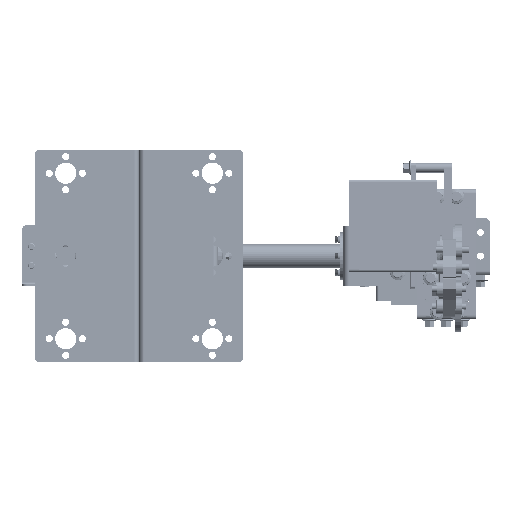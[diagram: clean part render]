
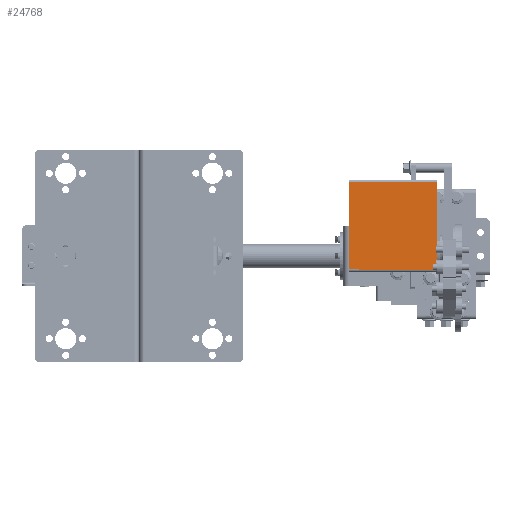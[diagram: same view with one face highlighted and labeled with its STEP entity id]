
A CAD part, front view. The second image highlights one B-rep face of the part: STEP entity #24768.
In plain terms, the highlighted face is planar.
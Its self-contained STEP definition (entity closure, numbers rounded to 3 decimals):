
#635 = ORIENTED_EDGE ( 'NONE', *, *, #19977, .F. ) ;
#1148 = LINE ( 'NONE', #11530, #26350 ) ;
#1563 = CARTESIAN_POINT ( 'NONE',  ( 9.25, 37., -18.5 ) ) ;
#2905 = LINE ( 'NONE', #23451, #9957 ) ;
#3100 = VERTEX_POINT ( 'NONE', #27589 ) ;
#3626 = PLANE ( 'NONE',  #22395 ) ;
#3890 = ORIENTED_EDGE ( 'NONE', *, *, #13408, .F. ) ;
#3906 = CARTESIAN_POINT ( 'NONE',  ( 9.25, 37., -18.5 ) ) ;
#3919 = CARTESIAN_POINT ( 'NONE',  ( 9.25, 0., -18.5 ) ) ;
#6565 = EDGE_LOOP ( 'NONE', ( #30908, #3890, #635, #33040, #30489 ) ) ;
#6889 = EDGE_CURVE ( 'NONE', #27613, #11911, #25309, .T. ) ;
#8075 = CARTESIAN_POINT ( 'NONE',  ( 9.25, 0., 18.5 ) ) ;
#9874 = CARTESIAN_POINT ( 'NONE',  ( 9.25, 0., -18.5 ) ) ;
#9957 = VECTOR ( 'NONE', #18513, 1000. ) ;
#11530 = CARTESIAN_POINT ( 'NONE',  ( 9.25, 37., -18.5 ) ) ;
#11911 = VERTEX_POINT ( 'NONE', #3919 ) ;
#11913 = DIRECTION ( 'NONE',  ( 0., 0., -1. ) ) ;
#13408 = EDGE_CURVE ( 'NONE', #30466, #11911, #1148, .T. ) ;
#15507 = DIRECTION ( 'NONE',  ( 0., 0., 1. ) ) ;
#16033 = EDGE_CURVE ( 'NONE', #3100, #27613, #2905, .T. ) ;
#16924 = LINE ( 'NONE', #24721, #23157 ) ;
#17852 = DIRECTION ( 'NONE',  ( 0., 0., -1. ) ) ;
#18513 = DIRECTION ( 'NONE',  ( 0., -1., 0. ) ) ;
#18648 = VERTEX_POINT ( 'NONE', #31020 ) ;
#19244 = FACE_OUTER_BOUND ( 'NONE', #6565, .T. ) ;
#19977 = EDGE_CURVE ( 'NONE', #18648, #30466, #16924, .T. ) ;
#20481 = VECTOR ( 'NONE', #17852, 1000. ) ;
#21874 = DIRECTION ( 'NONE',  ( 0., -1., 0. ) ) ;
#22395 = AXIS2_PLACEMENT_3D ( 'NONE', #25487, #25161, #15507 ) ;
#22585 = LINE ( 'NONE', #3906, #29554 ) ;
#23157 = VECTOR ( 'NONE', #27282, 1000. ) ;
#23451 = CARTESIAN_POINT ( 'NONE',  ( 9.25, 37., 18.5 ) ) ;
#24721 = CARTESIAN_POINT ( 'NONE',  ( 9.25, 37., -18.5 ) ) ;
#24768 = ADVANCED_FACE ( 'NONE', ( #19244 ), #3626, .F. ) ;
#25161 = DIRECTION ( 'NONE',  ( -1., 0., 0. ) ) ;
#25309 = LINE ( 'NONE', #9874, #20481 ) ;
#25487 = CARTESIAN_POINT ( 'NONE',  ( 9.25, 37., -18.5 ) ) ;
#26350 = VECTOR ( 'NONE', #21874, 1000. ) ;
#26417 = EDGE_CURVE ( 'NONE', #3100, #18648, #22585, .T. ) ;
#27282 = DIRECTION ( 'NONE',  ( 0., 0., -1. ) ) ;
#27589 = CARTESIAN_POINT ( 'NONE',  ( 9.25, 37., 18.5 ) ) ;
#27613 = VERTEX_POINT ( 'NONE', #8075 ) ;
#29554 = VECTOR ( 'NONE', #11913, 1000. ) ;
#30466 = VERTEX_POINT ( 'NONE', #1563 ) ;
#30489 = ORIENTED_EDGE ( 'NONE', *, *, #16033, .T. ) ;
#30908 = ORIENTED_EDGE ( 'NONE', *, *, #6889, .T. ) ;
#31020 = CARTESIAN_POINT ( 'NONE',  ( 9.25, 37., -10. ) ) ;
#33040 = ORIENTED_EDGE ( 'NONE', *, *, #26417, .F. ) ;
